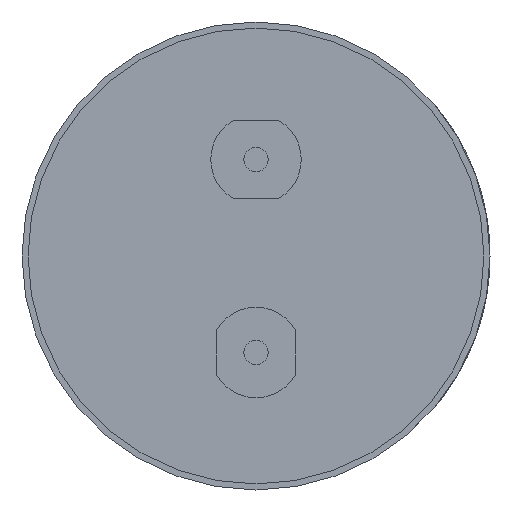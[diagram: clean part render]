
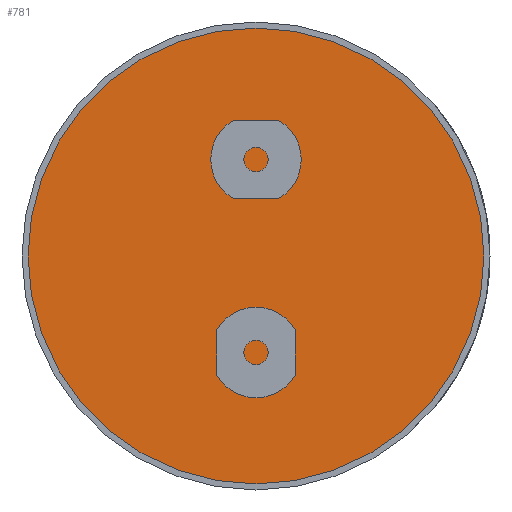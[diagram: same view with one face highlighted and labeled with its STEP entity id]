
A CAD part, front view. The second image highlights one B-rep face of the part: STEP entity #781.
In plain terms, the highlighted planar face has unit normal (0, -1, 0).
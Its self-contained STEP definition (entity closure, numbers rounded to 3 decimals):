
#83 = ORIENTED_EDGE ( 'NONE', *, *, #1691, .T. ) ;
#129 = CIRCLE ( 'NONE', #1584, 37.8 ) ;
#156 = DIRECTION ( 'NONE',  ( 0., -1., 0. ) ) ;
#561 = CARTESIAN_POINT ( 'NONE',  ( 0., 3.2, 0. ) ) ;
#647 = AXIS2_PLACEMENT_3D ( 'NONE', #561, #2709, #2061 ) ;
#781 = ADVANCED_FACE ( 'NONE', ( #2715 ), #2700, .T. ) ;
#1249 = DIRECTION ( 'NONE',  ( 0., 0., -1. ) ) ;
#1296 = AXIS2_PLACEMENT_3D ( 'NONE', #2660, #2448, #2670 ) ;
#1565 = EDGE_CURVE ( 'NONE', #1809, #2077, #2772, .T. ) ;
#1584 = AXIS2_PLACEMENT_3D ( 'NONE', #1888, #156, #1249 ) ;
#1691 = EDGE_CURVE ( 'NONE', #2077, #1809, #129, .T. ) ;
#1703 = CARTESIAN_POINT ( 'NONE',  ( 0., 3.2, 37.8 ) ) ;
#1809 = VERTEX_POINT ( 'NONE', #1703 ) ;
#1888 = CARTESIAN_POINT ( 'NONE',  ( 0., 3.2, 0. ) ) ;
#1945 = ORIENTED_EDGE ( 'NONE', *, *, #1565, .T. ) ;
#2061 = DIRECTION ( 'NONE',  ( 0., 0., -1. ) ) ;
#2077 = VERTEX_POINT ( 'NONE', #2406 ) ;
#2406 = CARTESIAN_POINT ( 'NONE',  ( 0., 3.2, -37.8 ) ) ;
#2448 = DIRECTION ( 'NONE',  ( 0., -1., 0. ) ) ;
#2450 = EDGE_LOOP ( 'NONE', ( #83, #1945 ) ) ;
#2660 = CARTESIAN_POINT ( 'NONE',  ( 0., 3.2, 0. ) ) ;
#2670 = DIRECTION ( 'NONE',  ( 0., 0., -1. ) ) ;
#2700 = PLANE ( 'NONE',  #647 ) ;
#2709 = DIRECTION ( 'NONE',  ( 0., -1., 0. ) ) ;
#2715 = FACE_OUTER_BOUND ( 'NONE', #2450, .T. ) ;
#2772 = CIRCLE ( 'NONE', #1296, 37.8 ) ;
